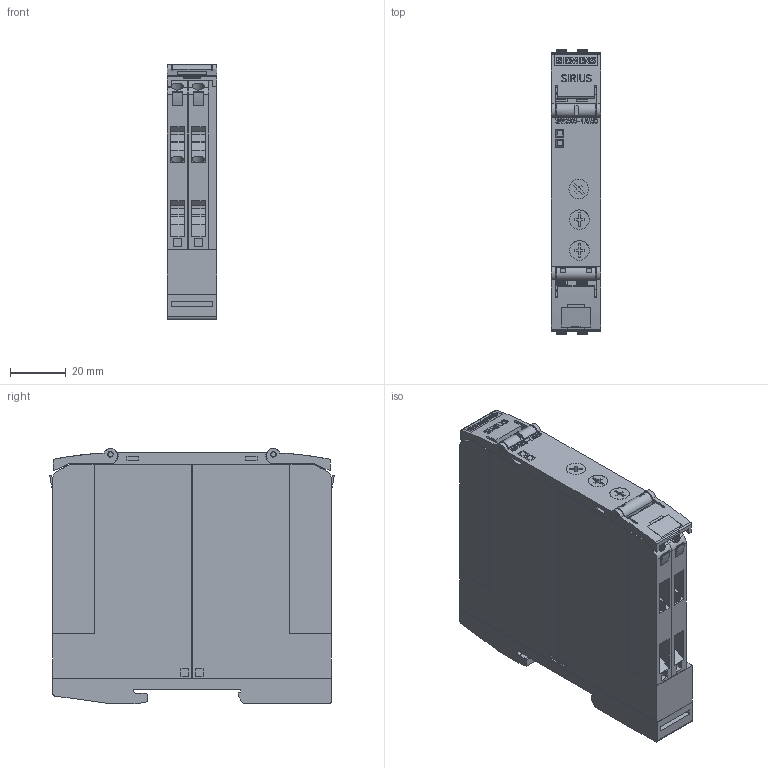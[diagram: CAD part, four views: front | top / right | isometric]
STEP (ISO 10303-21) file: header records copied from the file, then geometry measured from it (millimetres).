
FILE_DESCRIPTION(('STEP AP214'),'1');
FILE_NAME('cctmp_CA9490E3-E0C1-4192-BFA6-E0E6F5901F53_2023_07_21_09_16_56_0066..stp','2023-07-21T07:16:57',('SIEMENS A&D'),('CADClick - www.CADClick.com'),'Spatial InterOp 3D postprocessed',' ','unknown authorization');
FILE_SCHEMA(('AUTOMOTIVE_DESIGN'));
Length unit declared in the file: millimetre
Products named in the file (1): 2023_07_21_09_16_55_0998
Bounding box: 17.85 x 101.9 x 91.42 mm (x, y, z)
Volume: 140341.8 mm3; surface area: 43465 mm2
Topology: 1 solids, 1 shells, 1455 faces, 4057 edges, 2696 vertices
Faces by surface type: plane 1162, cylinder 253, cone 24, torus 16
Entity records: 78610 total; most frequent: CARTESIAN_POINT 9283, STYLED_ITEM 8205, PRESENTATION_STYLE_ASSIGNMENT 8205, ORIENTED_EDGE 8106, DIRECTION 7538, EDGE_CURVE 4053, CURVE_STYLE 4053, DRAUGHTING_PRE_DEFINED_CURVE_FONT 4053
